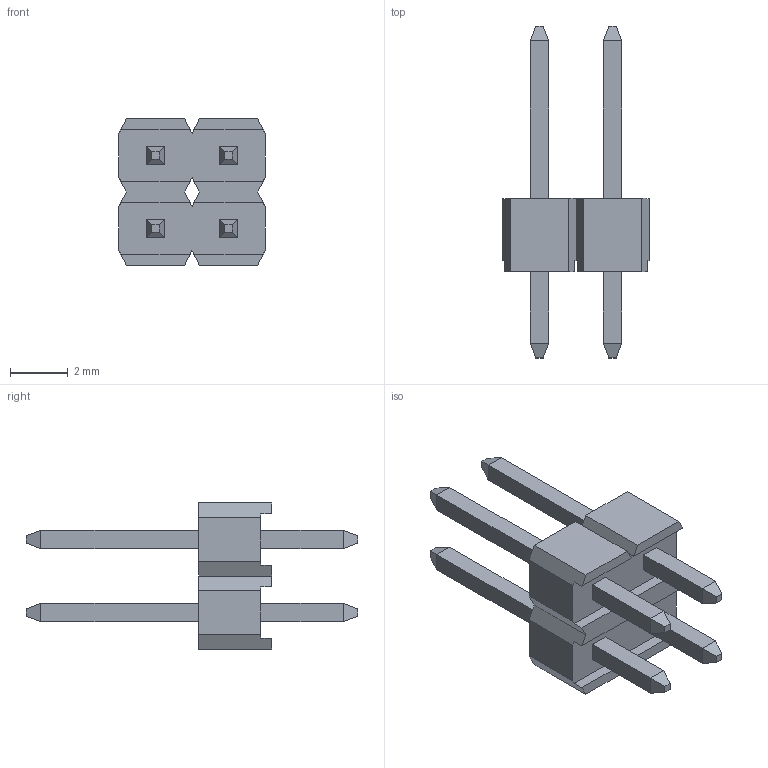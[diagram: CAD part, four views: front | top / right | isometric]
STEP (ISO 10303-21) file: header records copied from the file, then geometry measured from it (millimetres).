
FILE_DESCRIPTION (( 'STEP AP214' ), '1' );
FILE_NAME ('2x4.STEP', '2017-11-23T20:05:41', ( '' ), ( '' ), 'SwSTEP 2.0', 'SolidWorks 2016', '' );
FILE_SCHEMA (( 'AUTOMOTIVE_DESIGN' ));
Length unit declared in the file: inch
Products named in the file (1): 2x4
Bounding box: 5.08 x 11.54 x 5.08 mm (x, y, z)
Volume: 70.6 mm3; surface area: 203.6 mm2
Topology: 1 solids, 1 shells, 113 faces, 280 edges, 176 vertices
Faces by surface type: plane 113
Entity records: 4751 total; most frequent: CARTESIAN_POINT 570, ORIENTED_EDGE 560, DIRECTION 508, VECTOR 280, EDGE_CURVE 280, LINE 280, VERTEX_POINT 176, EDGE_LOOP 122
